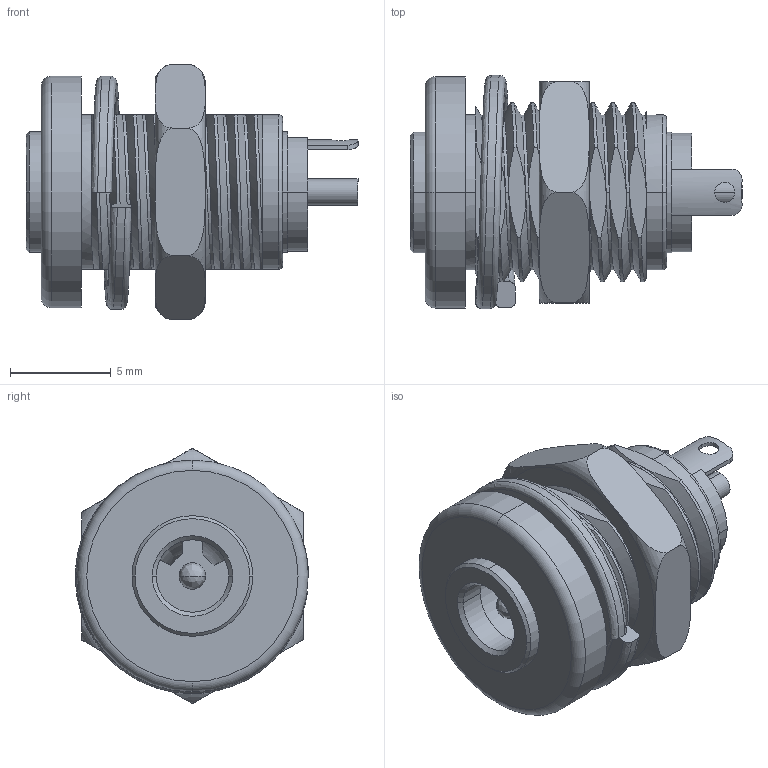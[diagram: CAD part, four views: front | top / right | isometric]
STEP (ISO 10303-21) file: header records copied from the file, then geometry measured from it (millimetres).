
FILE_DESCRIPTION (( 'STEP AP203' ), '1' );
FILE_NAME ('54-00263_revA.STEP', '2020-09-25T18:48:10', ( '' ), ( '' ), 'SwSTEP 2.0', 'SolidWorks 2015', '' );
FILE_SCHEMA (( 'CONFIG_CONTROL_DESIGN' ));
Length unit declared in the file: millimetre
Products named in the file (9): 56-00021_Helical - Render; 24-00354; 50-00637 shell; 50-00637; 50-00637 center pin; 50-00637 insulator; 50-00637 spring contact; 54-00263_revA; 56-00020
Assembly tree (8 placements, depth 3):
  54-00263_revA
    24-00354
    50-00637
      50-00637 spring contact
      50-00637 insulator
      50-00637 shell
      50-00637 center pin
    56-00021_Helical - Render
    56-00020
Bounding box: 16.5 x 11.59 x 12.7 mm (x, y, z)
Volume: 780.5 mm3; surface area: 2070.9 mm2
Topology: 7 solids, 7 shells, 254 faces, 610 edges, 371 vertices
Faces by surface type: cylinder 108, plane 70, bspline 58, cone 10, torus 8
Entity records: 24361 total; most frequent: CARTESIAN_POINT 18230, ORIENTED_EDGE 1202, DIRECTION 949, EDGE_CURVE 601, AXIS2_PLACEMENT_3D 379, VERTEX_POINT 371, EDGE_LOOP 276, ADVANCED_FACE 254
